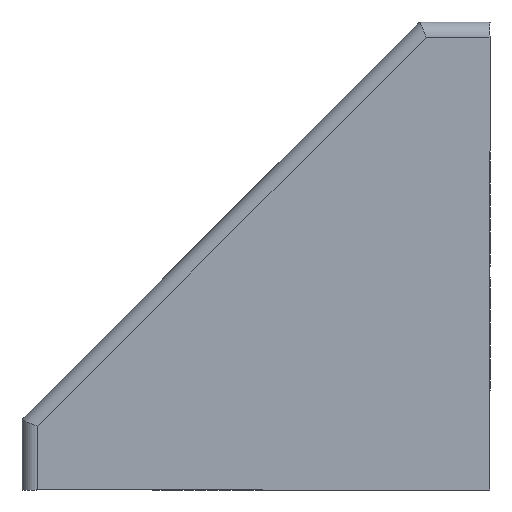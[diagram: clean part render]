
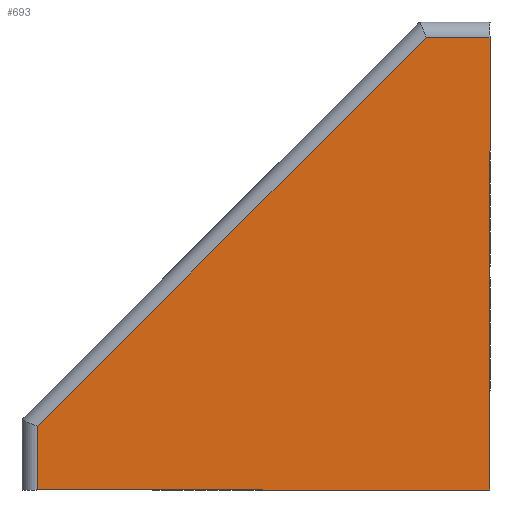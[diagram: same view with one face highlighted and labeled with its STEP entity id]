
A CAD part, left-side view. The second image highlights one B-rep face of the part: STEP entity #693.
In plain terms, the highlighted planar face has unit normal (-1, 0, 0).
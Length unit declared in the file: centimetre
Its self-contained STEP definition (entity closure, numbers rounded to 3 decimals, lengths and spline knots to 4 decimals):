
#122=VECTOR('',#1512,1.);
#128=VECTOR('',#1531,1.);
#137=VECTOR('',#1590,1.);
#140=VECTOR('',#1597,1.);
#142=VECTOR('',#1603,1.);
#157=LINE('',#826,#122);
#163=LINE('',#848,#128);
#172=LINE('',#1421,#137);
#175=LINE('',#1429,#140);
#177=LINE('',#1434,#142);
#206=PLANE('',#766);
#246=VERTEX_POINT('',#824);
#248=VERTEX_POINT('',#827);
#254=VERTEX_POINT('',#842);
#267=VERTEX_POINT('',#1422);
#270=VERTEX_POINT('',#1430);
#325=EDGE_CURVE('',#246,#248,#157,.T.);
#335=EDGE_CURVE('',#248,#254,#163,.T.);
#362=EDGE_CURVE('',#254,#267,#172,.T.);
#366=EDGE_CURVE('',#267,#270,#175,.T.);
#369=EDGE_CURVE('',#270,#246,#177,.T.);
#539=ORIENTED_EDGE('',*,*,#362,.F.);
#540=ORIENTED_EDGE('',*,*,#335,.F.);
#541=ORIENTED_EDGE('',*,*,#325,.F.);
#542=ORIENTED_EDGE('',*,*,#369,.F.);
#543=ORIENTED_EDGE('',*,*,#366,.F.);
#598=EDGE_LOOP('',(#539,#540,#541,#542,#543));
#653=FACE_BOUND('',#598,.T.);
#693=ADVANCED_FACE('',(#653),#206,.F.);
#766=AXIS2_PLACEMENT_3D('',#1454,#1624,$);
#824=CARTESIAN_POINT('',(-1.,0.,2.9));
#826=CARTESIAN_POINT('',(-1.,0.,3.));
#827=CARTESIAN_POINT('',(-1.,0.,0.));
#842=CARTESIAN_POINT('',(-1.,2.9,0.));
#848=CARTESIAN_POINT('',(-1.,0.,0.));
#1421=CARTESIAN_POINT('',(-1.,2.9,0.6918));
#1422=CARTESIAN_POINT('',(-1.,2.9,0.4086));
#1429=CARTESIAN_POINT('',(-1.,1.6543,1.6543));
#1430=CARTESIAN_POINT('',(-1.,0.4086,2.9));
#1434=CARTESIAN_POINT('',(-1.,0.6918,2.9));
#1454=CARTESIAN_POINT('',(-1.,1.1586,1.1586));
#1512=DIRECTION('',(0.,0.,-1.));
#1531=DIRECTION('',(0.,1.,0.));
#1590=DIRECTION('',(0.,0.,1.));
#1597=DIRECTION('',(0.,-0.707,0.707));
#1603=DIRECTION('',(0.,-1.,0.));
#1624=DIRECTION('',(1.,0.,0.));
